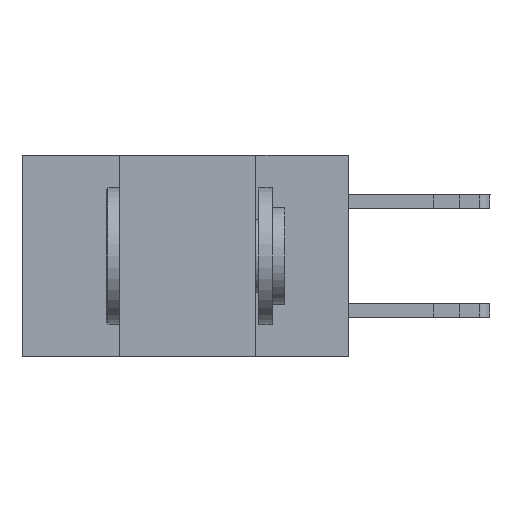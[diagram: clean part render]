
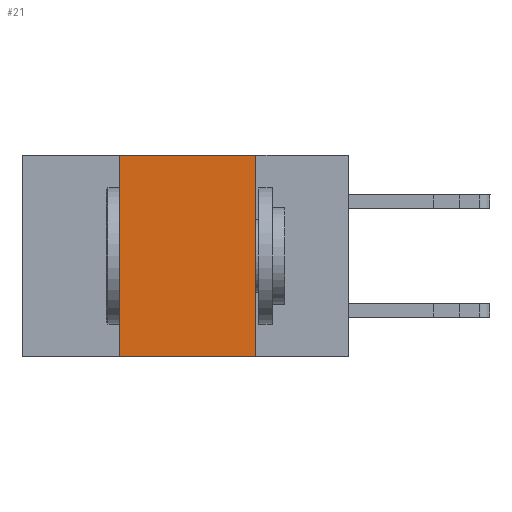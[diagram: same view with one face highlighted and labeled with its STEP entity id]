
A CAD part, left-side view. The second image highlights one B-rep face of the part: STEP entity #21.
In plain terms, the highlighted planar face has unit normal (-1, 0, 0).
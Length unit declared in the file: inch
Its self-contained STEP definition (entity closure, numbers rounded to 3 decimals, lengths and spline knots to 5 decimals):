
#21 = ADVANCED_FACE ( 'NONE', ( #9722 ), #984, .F. ) ;
#530 = CARTESIAN_POINT ( 'NONE',  ( 0., 0.42, 0. ) ) ;
#763 = EDGE_CURVE ( 'NONE', #10941, #9821, #9352, .T. ) ;
#984 = PLANE ( 'NONE',  #12660 ) ;
#1473 = DIRECTION ( 'NONE',  ( 0., -1., 0. ) ) ;
#1939 = DIRECTION ( 'NONE',  ( 0., 0., 1. ) ) ;
#2142 = DIRECTION ( 'NONE',  ( 0., 0., -1. ) ) ;
#2690 = EDGE_CURVE ( 'NONE', #3354, #7806, #13790, .T. ) ;
#3352 = CARTESIAN_POINT ( 'NONE',  ( 0., 0.17, 0. ) ) ;
#3354 = VERTEX_POINT ( 'NONE', #11578 ) ;
#3593 = DIRECTION ( 'NONE',  ( 0., 0., -1. ) ) ;
#3856 = VECTOR ( 'NONE', #3593, 39.37008 ) ;
#4111 = CARTESIAN_POINT ( 'NONE',  ( 0., 0.42, 0. ) ) ;
#5073 = DIRECTION ( 'NONE',  ( 0., -1., 0. ) ) ;
#5242 = LINE ( 'NONE', #8981, #7288 ) ;
#6481 = VECTOR ( 'NONE', #1473, 39.37008 ) ;
#6570 = LINE ( 'NONE', #13078, #6481 ) ;
#6815 = VECTOR ( 'NONE', #1939, 39.37008 ) ;
#7150 = DIRECTION ( 'NONE',  ( 1., 0., 0. ) ) ;
#7288 = VECTOR ( 'NONE', #5073, 39.37008 ) ;
#7806 = VERTEX_POINT ( 'NONE', #15353 ) ;
#8981 = CARTESIAN_POINT ( 'NONE',  ( 0., 0.6, 0. ) ) ;
#9352 = LINE ( 'NONE', #530, #6815 ) ;
#9722 = FACE_OUTER_BOUND ( 'NONE', #16427, .T. ) ;
#9821 = VERTEX_POINT ( 'NONE', #4111 ) ;
#10076 = ORIENTED_EDGE ( 'NONE', *, *, #11884, .F. ) ;
#10230 = ORIENTED_EDGE ( 'NONE', *, *, #763, .F. ) ;
#10675 = EDGE_CURVE ( 'NONE', #10941, #7806, #6570, .T. ) ;
#10941 = VERTEX_POINT ( 'NONE', #15329 ) ;
#11578 = CARTESIAN_POINT ( 'NONE',  ( 0., 0.17, 0. ) ) ;
#11884 = EDGE_CURVE ( 'NONE', #9821, #3354, #5242, .T. ) ;
#12411 = ORIENTED_EDGE ( 'NONE', *, *, #10675, .T. ) ;
#12660 = AXIS2_PLACEMENT_3D ( 'NONE', #15091, #7150, #2142 ) ;
#13078 = CARTESIAN_POINT ( 'NONE',  ( 0., 0.6, -0.37 ) ) ;
#13790 = LINE ( 'NONE', #3352, #3856 ) ;
#15091 = CARTESIAN_POINT ( 'NONE',  ( 0., 0.6, 0. ) ) ;
#15286 = ORIENTED_EDGE ( 'NONE', *, *, #2690, .F. ) ;
#15329 = CARTESIAN_POINT ( 'NONE',  ( 0., 0.42, -0.37 ) ) ;
#15353 = CARTESIAN_POINT ( 'NONE',  ( 0., 0.17, -0.37 ) ) ;
#16427 = EDGE_LOOP ( 'NONE', ( #15286, #10076, #10230, #12411 ) ) ;
